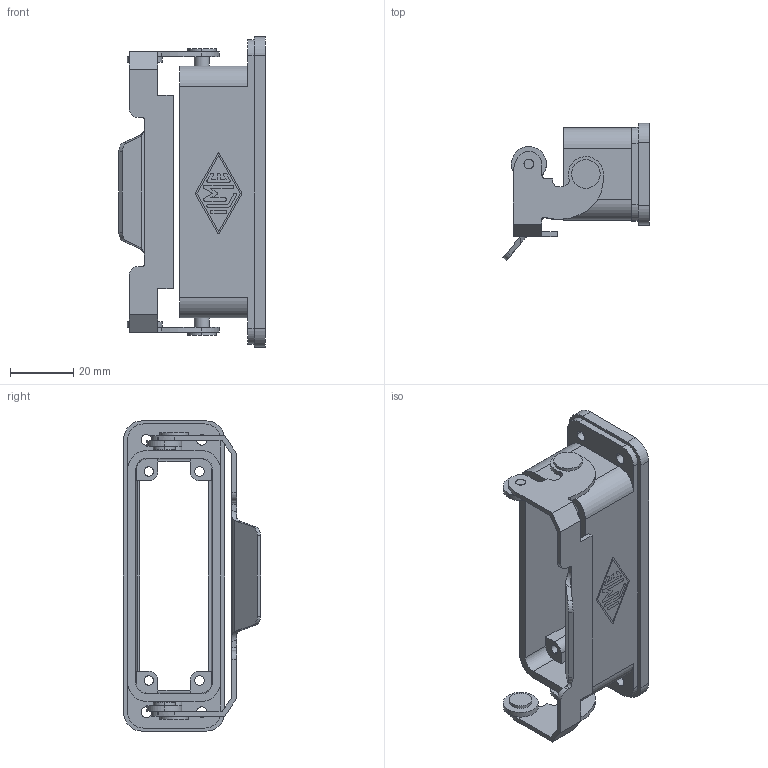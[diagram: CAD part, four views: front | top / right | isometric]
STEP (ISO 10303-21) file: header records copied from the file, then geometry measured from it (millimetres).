
FILE_DESCRIPTION(('Creo Elements/Direct Modeling STEP Export'),'2;1');
FILE_NAME('0ln7uvk49andeju4132','2017-02-21T14:53:52',(''),(''),'PTC Creo Elements/Direct Modeling STEP processor for AP214 (Solid Model)','PTC Creo Elements/Direct Modeling 19.0E 27-Jun-2016 (C) Parametric Technology GmbH','');
FILE_SCHEMA(('AUTOMOTIVE_DESIGN { 1 0 10303 214 1 1 1 1 }'));
Length unit declared in the file: millimetre
Products named in the file (2): CZ7IE_25_L
Assembly tree (1 placements, depth 2):
  CZ7IE_25_L
    CZ7IE_25_L
Bounding box: 46.2 x 43.28 x 98 mm (x, y, z)
Volume: 24369 mm3; surface area: 20198.4 mm2
Topology: 1 solids, 3 shells, 210 faces, 600 edges, 416 vertices
Faces by surface type: cylinder 110, plane 100
Entity records: 8686 total; most frequent: CARTESIAN_POINT 1416, ORIENTED_EDGE 1200, DIRECTION 1129, EDGE_CURVE 600, VERTEX_POINT 416, AXIS2_PLACEMENT_3D 391, VECTOR 347, LINE 347
